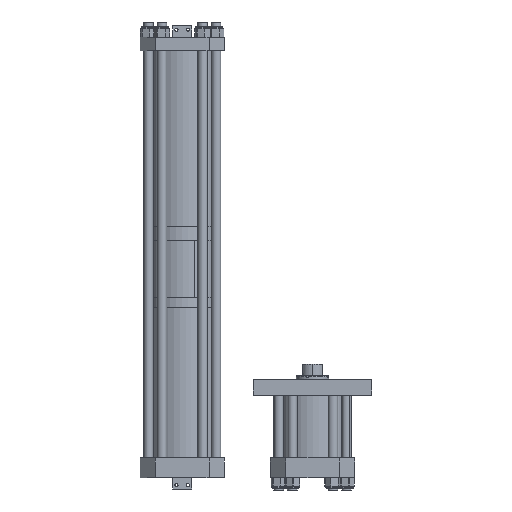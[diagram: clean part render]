
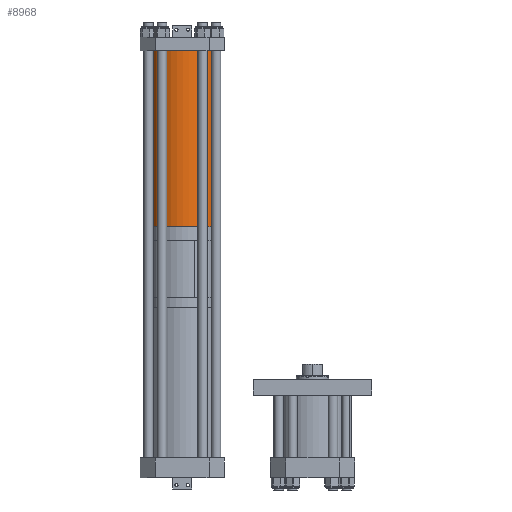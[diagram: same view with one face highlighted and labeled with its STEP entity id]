
A CAD part, front view. The second image highlights one B-rep face of the part: STEP entity #8968.
In plain terms, the highlighted cylindrical face has radius 114.3 mm (diameter 228.6 mm), a partial arc.
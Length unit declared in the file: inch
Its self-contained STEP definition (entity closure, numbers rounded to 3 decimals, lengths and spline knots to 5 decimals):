
#122 = CARTESIAN_POINT ( 'NONE',  ( 0., 0., 0. ) ) ;
#183 = DIRECTION ( 'NONE',  ( 1., 0., 0. ) ) ;
#639 = CIRCLE ( 'NONE', #2887, 4.5 ) ;
#996 = DIRECTION ( 'NONE',  ( 0., 0., -1. ) ) ;
#1905 = EDGE_CURVE ( 'NONE', #4452, #11419, #2224, .T. ) ;
#2224 = CIRCLE ( 'NONE', #5835, 4.5 ) ;
#2237 = DIRECTION ( 'NONE',  ( 1., 0., 0. ) ) ;
#2887 = AXIS2_PLACEMENT_3D ( 'NONE', #17696, #13435, #2237 ) ;
#3461 = VERTEX_POINT ( 'NONE', #14869 ) ;
#4452 = VERTEX_POINT ( 'NONE', #9758 ) ;
#5835 = AXIS2_PLACEMENT_3D ( 'NONE', #122, #9874, #183 ) ;
#5841 = ORIENTED_EDGE ( 'NONE', *, *, #1905, .T. ) ;
#6212 = AXIS2_PLACEMENT_3D ( 'NONE', #13884, #7343, #12636 ) ;
#6982 = ORIENTED_EDGE ( 'NONE', *, *, #15213, .T. ) ;
#7343 = DIRECTION ( 'NONE',  ( 0., 0., -1. ) ) ;
#8180 = EDGE_CURVE ( 'NONE', #8903, #3461, #639, .T. ) ;
#8380 = EDGE_LOOP ( 'NONE', ( #16659, #6982, #5841, #16444 ) ) ;
#8903 = VERTEX_POINT ( 'NONE', #17914 ) ;
#8968 = ADVANCED_FACE ( 'NONE', ( #15209 ), #13883, .T. ) ;
#9094 = LINE ( 'NONE', #16226, #17934 ) ;
#9758 = CARTESIAN_POINT ( 'NONE',  ( 4.5, 0., 0. ) ) ;
#9874 = DIRECTION ( 'NONE',  ( 0., 0., 1. ) ) ;
#10630 = CARTESIAN_POINT ( 'NONE',  ( 4.5, 0., 22.94 ) ) ;
#11419 = VERTEX_POINT ( 'NONE', #12412 ) ;
#11975 = VECTOR ( 'NONE', #996, 39.37008 ) ;
#12412 = CARTESIAN_POINT ( 'NONE',  ( -4.5, 0., 0. ) ) ;
#12452 = EDGE_CURVE ( 'NONE', #3461, #11419, #9094, .T. ) ;
#12626 = LINE ( 'NONE', #10630, #11975 ) ;
#12636 = DIRECTION ( 'NONE',  ( -1., 0., 0. ) ) ;
#13435 = DIRECTION ( 'NONE',  ( 0., 0., 1. ) ) ;
#13883 = CYLINDRICAL_SURFACE ( 'NONE', #6212, 4.5 ) ;
#13884 = CARTESIAN_POINT ( 'NONE',  ( 0., 0., 22.94 ) ) ;
#14869 = CARTESIAN_POINT ( 'NONE',  ( -4.5, 0., 22.94 ) ) ;
#15031 = DIRECTION ( 'NONE',  ( 0., 0., -1. ) ) ;
#15209 = FACE_OUTER_BOUND ( 'NONE', #8380, .T. ) ;
#15213 = EDGE_CURVE ( 'NONE', #8903, #4452, #12626, .T. ) ;
#16226 = CARTESIAN_POINT ( 'NONE',  ( -4.5, 0., 22.94 ) ) ;
#16444 = ORIENTED_EDGE ( 'NONE', *, *, #12452, .F. ) ;
#16659 = ORIENTED_EDGE ( 'NONE', *, *, #8180, .F. ) ;
#17696 = CARTESIAN_POINT ( 'NONE',  ( 0., 0., 22.94 ) ) ;
#17914 = CARTESIAN_POINT ( 'NONE',  ( 4.5, 0., 22.94 ) ) ;
#17934 = VECTOR ( 'NONE', #15031, 39.37008 ) ;
